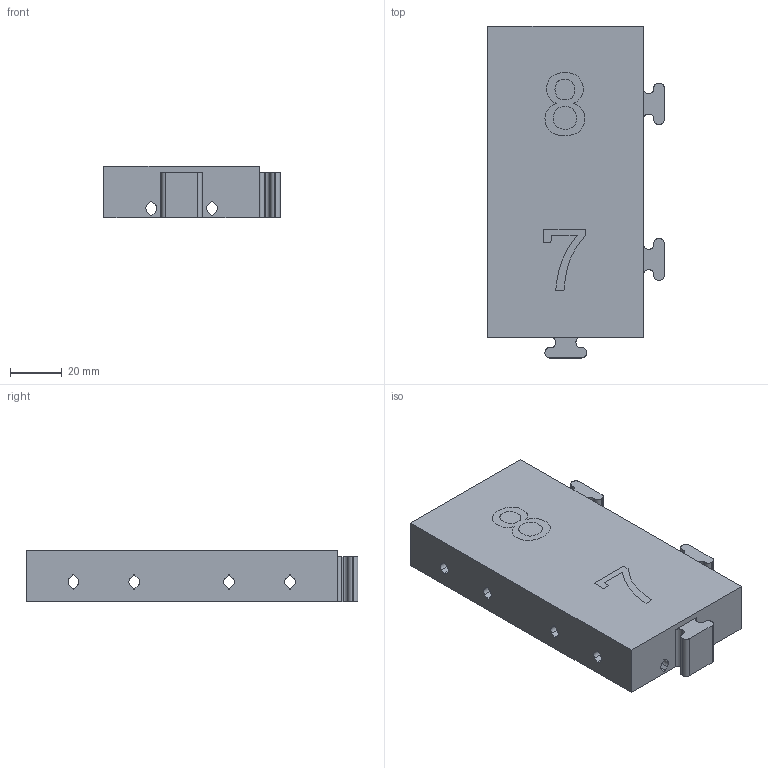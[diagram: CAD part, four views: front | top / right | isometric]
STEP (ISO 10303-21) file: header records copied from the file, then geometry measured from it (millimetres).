
FILE_DESCRIPTION(/* description */ ('STEP AP242','CAx-IF Rec.Pracs.---Representation and Presentation of Product Manufacturing Information (PMI)---4.0---2014-10-13','CAx-IF Rec.Pracs.---3D Tessellated Geometry---0.4---2014-09-14','2;1'),/* implementation_level */ '2;1');
FILE_NAME(/* name */ '68b49fe74b8ab12b40e182d8',/* time_stamp */ '2025-08-31T19:17:59Z',/* author */ (''),/* organization */ (''),/* preprocessor_version */ 'ST-DEVELOPER v20',/* originating_system */ 'ONSHAPE BY PTC INC, 1.203',/* authorisation */ ' ');
FILE_SCHEMA (('AP242_MANAGED_MODEL_BASED_3D_ENGINEERING_MIM_LF { 1 0 10303 442 1 1 4 }'));
Length unit declared in the file: metre
Products named in the file (3): FE2x1-TTFS-ChessCoord-87; Part 215; Part 216
Bounding box: 67.97 x 127.95 x 20 mm (x, y, z)
Volume: 134452.9 mm3; surface area: 33316.5 mm2
Topology: 3 solids, 3 shells, 270 faces, 820 edges, 546 vertices
Faces by surface type: plane 122, cylinder 74, bspline 72, cone 2
Full cylindrical faces by diameter (mm): 14 x2
Entity records: 9639 total; most frequent: CARTESIAN_POINT 2555, ORIENTED_EDGE 1632, DIRECTION 1224, EDGE_CURVE 816, VERTEX_POINT 546, LINE 458, VECTOR 458, AXIS2_PLACEMENT_3D 383
